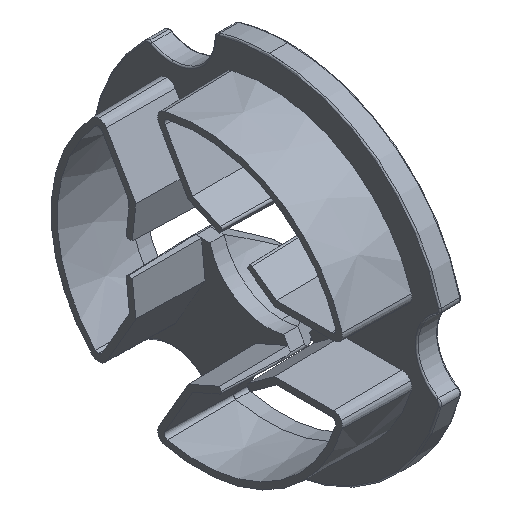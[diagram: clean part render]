
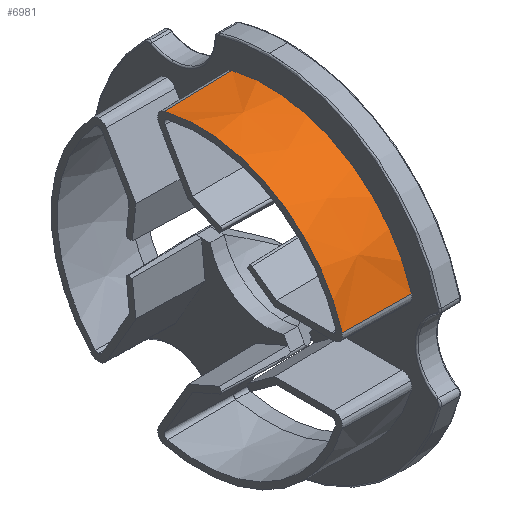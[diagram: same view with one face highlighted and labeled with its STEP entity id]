
A CAD part, isometric view. The second image highlights one B-rep face of the part: STEP entity #6981.
In plain terms, the highlighted conical face has half-angle 1 degrees and reference radius 10.55 mm.
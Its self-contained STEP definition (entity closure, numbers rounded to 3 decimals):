
#60 = DIRECTION ( 'NONE',  ( 0., -0.866, -0.5 ) ) ;
#99 = CARTESIAN_POINT ( 'NONE',  ( -4.8, -10.05, 2.922 ) ) ;
#163 = ORIENTED_EDGE ( 'NONE', *, *, #3569, .F. ) ;
#527 = LINE ( 'NONE', #2387, #1886 ) ;
#636 = CARTESIAN_POINT ( 'NONE',  ( 0., 2.514, 10.246 ) ) ;
#755 = EDGE_CURVE ( 'NONE', #1215, #5610, #4532, .T. ) ;
#966 = DIRECTION ( 'NONE',  ( 0., 0., -1. ) ) ;
#1009 = DIRECTION ( 'NONE',  ( 1., 0.004, 0.017 ) ) ;
#1215 = VERTEX_POINT ( 'NONE', #5217 ) ;
#1393 = AXIS2_PLACEMENT_3D ( 'NONE', #5104, #4479, #3938 ) ;
#1837 = ORIENTED_EDGE ( 'NONE', *, *, #2600, .T. ) ;
#1886 = VECTOR ( 'NONE', #6378, 1000. ) ;
#2387 = CARTESIAN_POINT ( 'NONE',  ( 0., -10.13, 2.945 ) ) ;
#2423 = CARTESIAN_POINT ( 'NONE',  ( 0., 0., 0. ) ) ;
#2564 = VECTOR ( 'NONE', #1009, 1000. ) ;
#2600 = EDGE_CURVE ( 'NONE', #3219, #5610, #7037, .T. ) ;
#2683 = DIRECTION ( 'NONE',  ( -1., 0., 0. ) ) ;
#2750 = CONICAL_SURFACE ( 'NONE', #1393, 10.55, 0.017 ) ;
#3002 = ORIENTED_EDGE ( 'NONE', *, *, #755, .F. ) ;
#3219 = VERTEX_POINT ( 'NONE', #5114 ) ;
#3569 = EDGE_CURVE ( 'NONE', #5852, #1215, #3570, .T. ) ;
#3570 = CIRCLE ( 'NONE', #4804, 10.466 ) ;
#3938 = DIRECTION ( 'NONE',  ( 0., -0.866, -0.5 ) ) ;
#4355 = ORIENTED_EDGE ( 'NONE', *, *, #7409, .T. ) ;
#4452 = CARTESIAN_POINT ( 'NONE',  ( 0., 2.514, 10.246 ) ) ;
#4479 = DIRECTION ( 'NONE',  ( 1., 0., 0. ) ) ;
#4532 = LINE ( 'NONE', #4452, #2564 ) ;
#4595 = FACE_OUTER_BOUND ( 'NONE', #6801, .T. ) ;
#4804 = AXIS2_PLACEMENT_3D ( 'NONE', #5145, #2683, #966 ) ;
#4840 = AXIS2_PLACEMENT_3D ( 'NONE', #2423, #6526, #60 ) ;
#5104 = CARTESIAN_POINT ( 'NONE',  ( 0., 0., 0. ) ) ;
#5114 = CARTESIAN_POINT ( 'NONE',  ( 0., -10.13, 2.945 ) ) ;
#5145 = CARTESIAN_POINT ( 'NONE',  ( -4.8, 0., 0. ) ) ;
#5217 = CARTESIAN_POINT ( 'NONE',  ( -4.8, 2.494, 10.165 ) ) ;
#5610 = VERTEX_POINT ( 'NONE', #636 ) ;
#5852 = VERTEX_POINT ( 'NONE', #99 ) ;
#6378 = DIRECTION ( 'NONE',  ( 1., -0.017, 0.005 ) ) ;
#6526 = DIRECTION ( 'NONE',  ( -1., 0., 0. ) ) ;
#6801 = EDGE_LOOP ( 'NONE', ( #1837, #3002, #163, #4355 ) ) ;
#6981 = ADVANCED_FACE ( 'NONE', ( #4595 ), #2750, .T. ) ;
#7037 = CIRCLE ( 'NONE', #4840, 10.55 ) ;
#7409 = EDGE_CURVE ( 'NONE', #5852, #3219, #527, .T. ) ;
